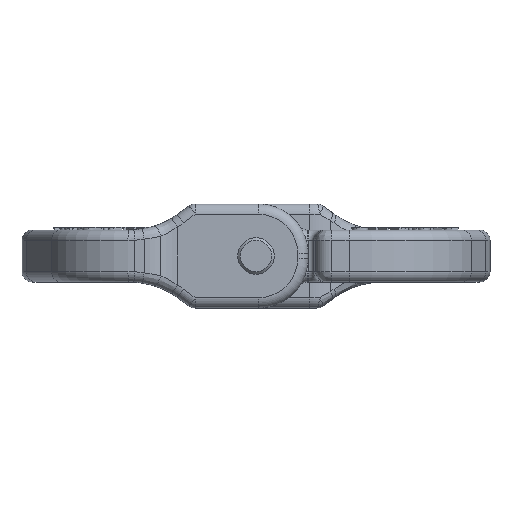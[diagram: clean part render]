
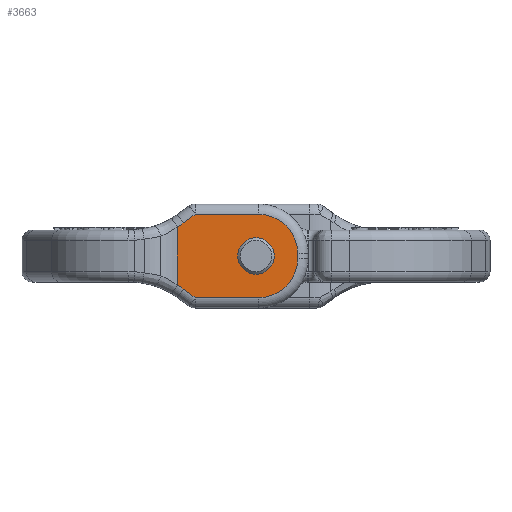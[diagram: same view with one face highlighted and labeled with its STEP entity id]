
A CAD part, front view. The second image highlights one B-rep face of the part: STEP entity #3663.
In plain terms, the highlighted planar face has unit normal (0, -1, 0).
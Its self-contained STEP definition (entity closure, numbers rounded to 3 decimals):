
#949=LINE('',#21791,#1787);
#950=LINE('',#21796,#1788);
#951=LINE('',#21798,#1789);
#952=LINE('',#21802,#1790);
#953=LINE('',#21806,#1791);
#954=LINE('',#21808,#1792);
#1787=VECTOR('',#15439,1.);
#1788=VECTOR('',#15442,1.);
#1789=VECTOR('',#15443,1.);
#1790=VECTOR('',#15446,1.);
#1791=VECTOR('',#15449,1.);
#1792=VECTOR('',#15450,1.);
#3235=FACE_BOUND('',#5401,.T.);
#3236=FACE_BOUND('',#5402,.T.);
#3663=ADVANCED_FACE('',(#3235,#3236),#4144,.T.);
#4144=PLANE('',#13322);
#5401=EDGE_LOOP('',(#7853));
#5402=EDGE_LOOP('',(#7854,#7855,#7856,#7857,#7858,#7859,#7860,#7861,#7862,
#7863));
#7853=ORIENTED_EDGE('',*,*,#11694,.T.);
#7854=ORIENTED_EDGE('',*,*,#11695,.T.);
#7855=ORIENTED_EDGE('',*,*,#11696,.T.);
#7856=ORIENTED_EDGE('',*,*,#11697,.T.);
#7857=ORIENTED_EDGE('',*,*,#11698,.T.);
#7858=ORIENTED_EDGE('',*,*,#11699,.T.);
#7859=ORIENTED_EDGE('',*,*,#11700,.T.);
#7860=ORIENTED_EDGE('',*,*,#11701,.T.);
#7861=ORIENTED_EDGE('',*,*,#11702,.T.);
#7862=ORIENTED_EDGE('',*,*,#11703,.T.);
#7863=ORIENTED_EDGE('',*,*,#11704,.T.);
#10217=VERTEX_POINT('',#21790);
#10218=VERTEX_POINT('',#21792);
#10219=VERTEX_POINT('',#21793);
#10220=VERTEX_POINT('',#21795);
#10221=VERTEX_POINT('',#21797);
#10222=VERTEX_POINT('',#21799);
#10223=VERTEX_POINT('',#21801);
#10224=VERTEX_POINT('',#21803);
#10225=VERTEX_POINT('',#21805);
#10226=VERTEX_POINT('',#21807);
#10227=VERTEX_POINT('',#21809);
#11694=EDGE_CURVE('',#10217,#10217,#12589,.T.);
#11695=EDGE_CURVE('',#10218,#10219,#949,.T.);
#11696=EDGE_CURVE('',#10219,#10220,#12590,.T.);
#11697=EDGE_CURVE('',#10220,#10221,#950,.T.);
#11698=EDGE_CURVE('',#10221,#10222,#951,.T.);
#11699=EDGE_CURVE('',#10222,#10223,#12591,.T.);
#11700=EDGE_CURVE('',#10223,#10224,#952,.T.);
#11701=EDGE_CURVE('',#10224,#10225,#12592,.T.);
#11702=EDGE_CURVE('',#10225,#10226,#953,.T.);
#11703=EDGE_CURVE('',#10226,#10227,#954,.T.);
#11704=EDGE_CURVE('',#10227,#10218,#12593,.T.);
#12589=CIRCLE('',#13317,3.5);
#12590=CIRCLE('',#13318,18.);
#12591=CIRCLE('',#13319,7.5);
#12592=CIRCLE('',#13320,7.5);
#12593=CIRCLE('',#13321,18.);
#13317=AXIS2_PLACEMENT_3D('',#21789,#15437,#15438);
#13318=AXIS2_PLACEMENT_3D('',#21794,#15440,#15441);
#13319=AXIS2_PLACEMENT_3D('',#21800,#15444,#15445);
#13320=AXIS2_PLACEMENT_3D('',#21804,#15447,#15448);
#13321=AXIS2_PLACEMENT_3D('',#21810,#15451,#15452);
#13322=AXIS2_PLACEMENT_3D('',#21811,#15453,#15454);
#15437=DIRECTION('',(0.,1.,0.));
#15438=DIRECTION('',(1.,0.,0.));
#15439=DIRECTION('',(0.,0.,-1.));
#15440=DIRECTION('',(0.,1.,0.));
#15441=DIRECTION('',(1.,0.,0.));
#15442=DIRECTION('',(0.814,0.,-0.581));
#15443=DIRECTION('',(1.,0.,0.));
#15444=DIRECTION('',(0.,-1.,0.));
#15445=DIRECTION('',(1.,0.,0.));
#15446=DIRECTION('',(0.,0.,1.));
#15447=DIRECTION('',(0.,-1.,0.));
#15448=DIRECTION('',(1.,0.,0.));
#15449=DIRECTION('',(-1.,0.,0.));
#15450=DIRECTION('',(-0.814,0.,-0.581));
#15451=DIRECTION('',(0.,1.,0.));
#15452=DIRECTION('',(1.,0.,0.));
#15453=DIRECTION('',(0.,-1.,0.));
#15454=DIRECTION('',(1.,0.,0.));
#21789=CARTESIAN_POINT('',(0.,-27.7,0.));
#21790=CARTESIAN_POINT('',(3.5,-27.7,0.));
#21791=CARTESIAN_POINT('',(-15.17,-27.7,0.));
#21792=CARTESIAN_POINT('',(-15.17,-27.7,5.589));
#21793=CARTESIAN_POINT('',(-15.17,-27.7,-5.589));
#21794=CARTESIAN_POINT('',(-24.471,-27.7,-21.));
#21795=CARTESIAN_POINT('',(-14.009,-27.7,-6.353));
#21796=CARTESIAN_POINT('',(3.614,-27.7,-18.941));
#21797=CARTESIAN_POINT('',(-11.703,-27.7,-8.));
#21798=CARTESIAN_POINT('',(-11.703,-27.7,-8.));
#21799=CARTESIAN_POINT('',(0.5,-27.7,-8.));
#21800=CARTESIAN_POINT('',(0.5,-27.7,-0.5));
#21801=CARTESIAN_POINT('',(8.,-27.7,-0.5));
#21802=CARTESIAN_POINT('',(8.,-27.7,10.));
#21803=CARTESIAN_POINT('',(8.,-27.7,0.5));
#21804=CARTESIAN_POINT('',(0.5,-27.7,0.5));
#21805=CARTESIAN_POINT('',(0.5,-27.7,8.));
#21806=CARTESIAN_POINT('',(-11.703,-27.7,8.));
#21807=CARTESIAN_POINT('',(-11.703,-27.7,8.));
#21808=CARTESIAN_POINT('',(3.614,-27.7,18.941));
#21809=CARTESIAN_POINT('',(-14.009,-27.7,6.353));
#21810=CARTESIAN_POINT('',(-24.471,-27.7,21.));
#21811=CARTESIAN_POINT('',(10.,-27.7,10.));
